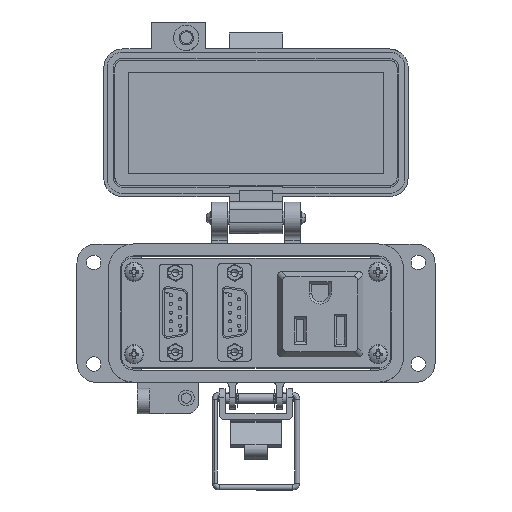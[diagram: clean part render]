
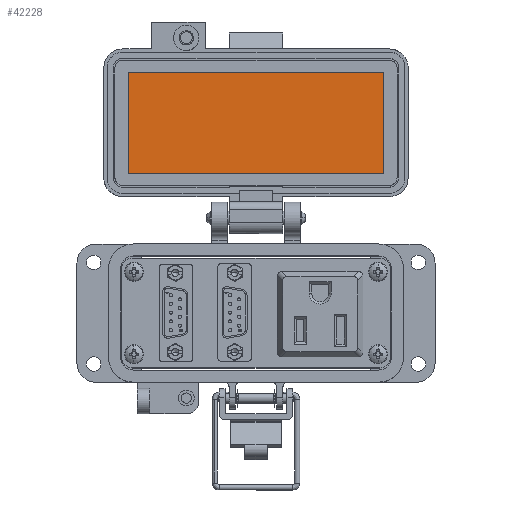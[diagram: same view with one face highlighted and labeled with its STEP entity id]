
A CAD part, top view. The second image highlights one B-rep face of the part: STEP entity #42228.
In plain terms, the highlighted planar face has unit normal (0, 0, 1).
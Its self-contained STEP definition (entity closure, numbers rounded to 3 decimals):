
#447 = ORIENTED_EDGE ( 'NONE', *, *, #12751, .F. ) ;
#1360 = LINE ( 'NONE', #35228, #16005 ) ;
#3793 = CARTESIAN_POINT ( 'NONE',  ( 40.25, 51.154, -25.55 ) ) ;
#5977 = DIRECTION ( 'NONE',  ( 0., 0., 1. ) ) ;
#8608 = LINE ( 'NONE', #42767, #23865 ) ;
#12751 = EDGE_CURVE ( 'NONE', #12980, #46841, #1360, .T. ) ;
#12980 = VERTEX_POINT ( 'NONE', #3793 ) ;
#14083 = ORIENTED_EDGE ( 'NONE', *, *, #50966, .F. ) ;
#14827 = EDGE_CURVE ( 'NONE', #53309, #47935, #46526, .T. ) ;
#16005 = VECTOR ( 'NONE', #18716, 1000. ) ;
#16133 = CARTESIAN_POINT ( 'NONE',  ( 40.25, 83.154, -25.55 ) ) ;
#18716 = DIRECTION ( 'NONE',  ( -1., 0., 0. ) ) ;
#18900 = ORIENTED_EDGE ( 'NONE', *, *, #14827, .F. ) ;
#19355 = CARTESIAN_POINT ( 'NONE',  ( -40.25, 83.154, -25.55 ) ) ;
#23865 = VECTOR ( 'NONE', #33957, 1000. ) ;
#24358 = EDGE_CURVE ( 'NONE', #47935, #12980, #33813, .T. ) ;
#25071 = DIRECTION ( 'NONE',  ( 1., 0., 0. ) ) ;
#25630 = CARTESIAN_POINT ( 'NONE',  ( -8.5, 83.154, -25.55 ) ) ;
#29960 = FACE_OUTER_BOUND ( 'NONE', #36559, .T. ) ;
#30015 = VECTOR ( 'NONE', #42352, 1000. ) ;
#30339 = CARTESIAN_POINT ( 'NONE',  ( -40.25, 51.154, -25.55 ) ) ;
#33813 = LINE ( 'NONE', #46736, #30015 ) ;
#33957 = DIRECTION ( 'NONE',  ( 0., 1., 0. ) ) ;
#35228 = CARTESIAN_POINT ( 'NONE',  ( 42., 51.154, -25.55 ) ) ;
#36559 = EDGE_LOOP ( 'NONE', ( #18900, #14083, #447, #47399 ) ) ;
#42228 = ADVANCED_FACE ( 'NONE', ( #29960 ), #47296, .T. ) ;
#42352 = DIRECTION ( 'NONE',  ( 0., -1., 0. ) ) ;
#42767 = CARTESIAN_POINT ( 'NONE',  ( -40.25, 67.154, -25.55 ) ) ;
#43723 = CARTESIAN_POINT ( 'NONE',  ( -8.5, 67.154, -25.55 ) ) ;
#46526 = LINE ( 'NONE', #25630, #52541 ) ;
#46736 = CARTESIAN_POINT ( 'NONE',  ( 40.25, 67.154, -25.55 ) ) ;
#46841 = VERTEX_POINT ( 'NONE', #30339 ) ;
#47296 = PLANE ( 'NONE',  #50627 ) ;
#47399 = ORIENTED_EDGE ( 'NONE', *, *, #24358, .F. ) ;
#47935 = VERTEX_POINT ( 'NONE', #16133 ) ;
#50627 = AXIS2_PLACEMENT_3D ( 'NONE', #43723, #5977, #51449 ) ;
#50966 = EDGE_CURVE ( 'NONE', #46841, #53309, #8608, .T. ) ;
#51449 = DIRECTION ( 'NONE',  ( 0., -1., 0. ) ) ;
#52541 = VECTOR ( 'NONE', #25071, 1000. ) ;
#53309 = VERTEX_POINT ( 'NONE', #19355 ) ;
